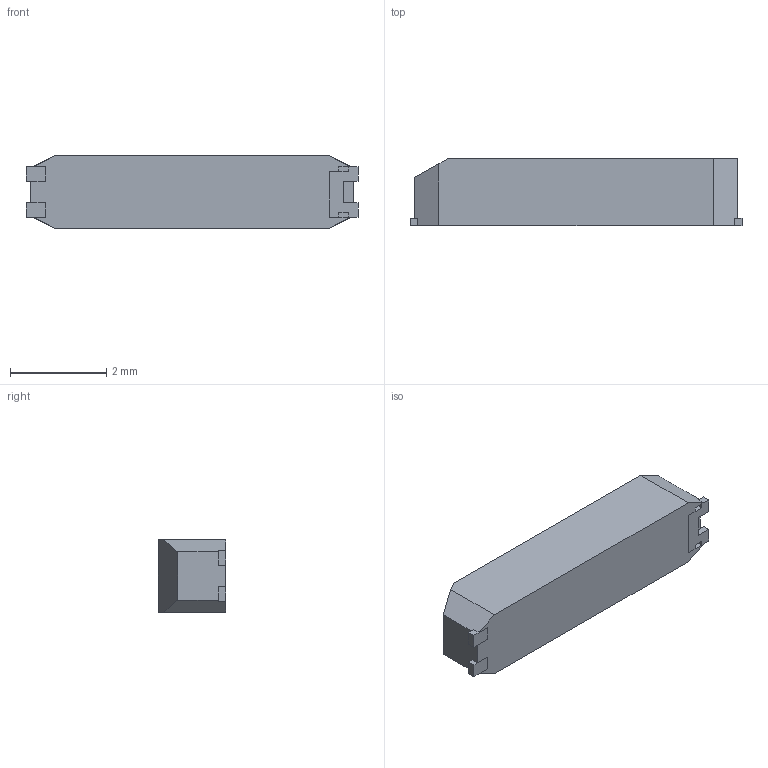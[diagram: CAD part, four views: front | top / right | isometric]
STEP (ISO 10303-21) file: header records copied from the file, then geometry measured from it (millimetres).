
FILE_DESCRIPTION (( 'STEP AP214' ), '1' );
FILE_NAME ('MC146.STEP', '2018-05-01T22:08:34', ( '' ), ( '' ), 'SwSTEP 2.0', 'SolidWorks 2016', '' );
FILE_SCHEMA (( 'AUTOMOTIVE_DESIGN' ));
Length unit declared in the file: millimetre
Products named in the file (1): MC146
Bounding box: 6.9 x 1.4 x 1.5 mm (x, y, z)
Volume: 13.5 mm3; surface area: 41.9 mm2
Topology: 1 solids, 1 shells, 48 faces, 126 edges, 82 vertices
Faces by surface type: plane 44, cylinder 4
Entity records: 1990 total; most frequent: CARTESIAN_POINT 257, ORIENTED_EDGE 252, DIRECTION 232, EDGE_CURVE 126, VECTOR 118, LINE 118, VERTEX_POINT 82, AXIS2_PLACEMENT_3D 57
